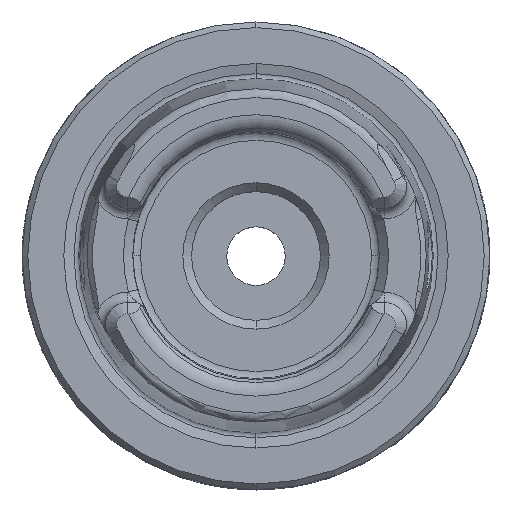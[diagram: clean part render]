
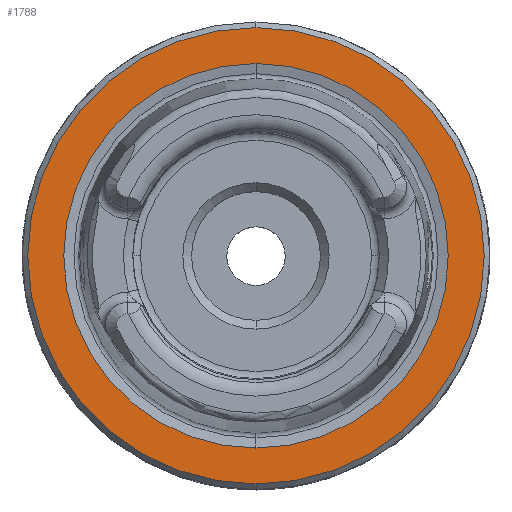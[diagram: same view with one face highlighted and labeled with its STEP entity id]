
A CAD part, top view. The second image highlights one B-rep face of the part: STEP entity #1788.
In plain terms, the highlighted planar face has unit normal (0, 0, 1).
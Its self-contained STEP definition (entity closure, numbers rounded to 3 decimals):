
#1706=VERTEX_POINT('NONE',#4628);
#1788=ADVANCED_FACE('NONE',(#4717,#4718),#4719,.F.);
#1866=EDGE_CURVE('NONE',#3796,#1706,#4809,.T.);
#2368=EDGE_CURVE('NONE',#2758,#2690,#5354,.T.);
#2690=VERTEX_POINT('NONE',#5706);
#2758=VERTEX_POINT('NONE',#5782);
#3688=EDGE_CURVE('NONE',#2690,#2758,#6800,.F.);
#3796=VERTEX_POINT('NONE',#6920);
#4064=EDGE_CURVE('NONE',#1706,#3796,#7218,.T.);
#4628=CARTESIAN_POINT('',(0.0,-19.495,0.));
#4717=FACE_OUTER_BOUND('',#8523,.T.);
#4718=FACE_BOUND('',#8524,.T.);
#4719=PLANE('',#8525);
#4809=CIRCLE('',#8888,19.495);
#5354=CIRCLE('',#10109,16.426);
#5706=CARTESIAN_POINT('',(0.0,16.426,0.));
#5782=CARTESIAN_POINT('',(0.,-16.426,0.));
#6800=CIRCLE('',#14147,16.426);
#6920=CARTESIAN_POINT('',(0.,19.495,0.));
#7218=CIRCLE('',#15187,19.495);
#8523=EDGE_LOOP('',(#16246,#16247));
#8524=EDGE_LOOP('',(#16248,#16249));
#8525=AXIS2_PLACEMENT_3D('',#16250,#16251,#16252);
#8888=AXIS2_PLACEMENT_3D('',#16379,#16380,#16381);
#10109=AXIS2_PLACEMENT_3D('',#16971,#16972,#16973);
#14147=AXIS2_PLACEMENT_3D('',#18574,#18575,#18576);
#15187=AXIS2_PLACEMENT_3D('',#19055,#19056,#19057);
#16246=ORIENTED_EDGE('',*,*,#4064,.T.);
#16247=ORIENTED_EDGE('',*,*,#1866,.T.);
#16248=ORIENTED_EDGE('',*,*,#3688,.F.);
#16249=ORIENTED_EDGE('',*,*,#2368,.F.);
#16250=CARTESIAN_POINT('',(0.0,-15.679,0.));
#16251=DIRECTION('',(0.0,0.0,-1.0));
#16252=DIRECTION('',(0.0,-1.0,0.0));
#16379=CARTESIAN_POINT('',(0.0,0.,0.));
#16380=DIRECTION('',(0.0,0.0,1.0));
#16381=DIRECTION('',(0.0,-1.0,0.0));
#16971=CARTESIAN_POINT('',(0.0,0.,0.));
#16972=DIRECTION('',(0.0,-0.0,1.0));
#16973=DIRECTION('',(0.0,1.0,0.0));
#18574=CARTESIAN_POINT('',(0.0,0.,0.));
#18575=DIRECTION('',(0.0,0.0,-1.0));
#18576=DIRECTION('',(0.0,1.0,0.0));
#19055=CARTESIAN_POINT('',(0.0,0.,0.));
#19056=DIRECTION('',(0.0,0.0,1.0));
#19057=DIRECTION('',(0.0,-1.0,0.0));
